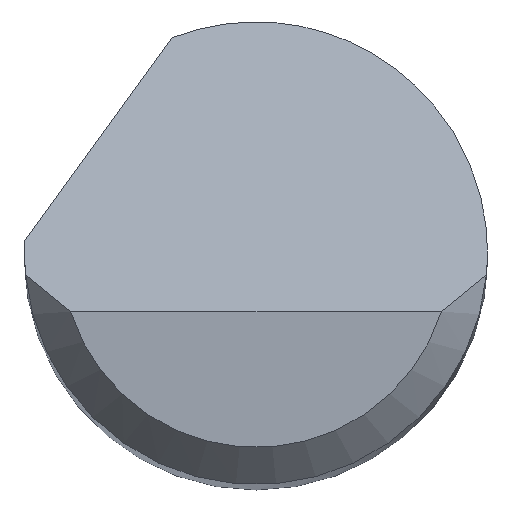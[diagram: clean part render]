
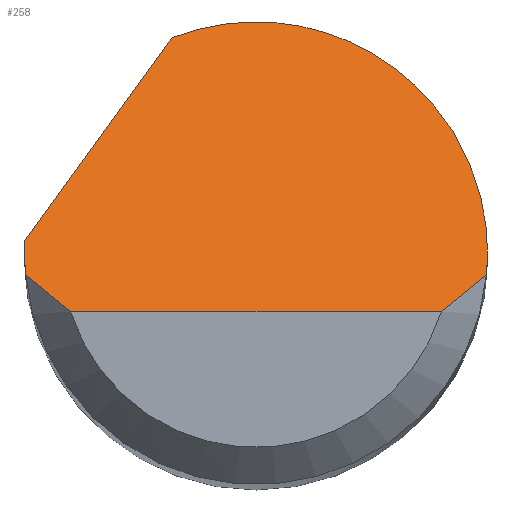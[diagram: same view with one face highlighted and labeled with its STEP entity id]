
A CAD part, top view. The second image highlights one B-rep face of the part: STEP entity #258.
In plain terms, the highlighted planar face has unit normal (0, 0.707, 0.707).
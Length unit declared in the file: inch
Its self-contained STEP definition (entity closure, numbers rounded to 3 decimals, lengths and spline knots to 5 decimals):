
#2 = CARTESIAN_POINT ( 'NONE',  ( 0.09334, -0.00875, 1.485 ) ) ;
#10 = CARTESIAN_POINT ( 'NONE',  ( -0.09375, 0., 1.47625 ) ) ;
#21 = CARTESIAN_POINT ( 'NONE',  ( -0.11014, -0.01781, 1.49406 ) ) ;
#32 = CARTESIAN_POINT ( 'NONE',  ( -0.09375, -0.02375, 1.5 ) ) ;
#65 = CARTESIAN_POINT ( 'NONE',  ( -0.03394, 0.08739, 1.38886 ) ) ;
#78 = CARTESIAN_POINT ( 'NONE',  ( -0.09334, -0.00875, 1.485 ) ) ;
#85 = CARTESIAN_POINT ( 'NONE',  ( -0.07508, -0.02375, 1.5 ) ) ;
#104 =( BOUNDED_CURVE ( )  B_SPLINE_CURVE ( 3, ( #350, #300, #570, #637 ),
 .UNSPECIFIED., .F., .T. ) 
 B_SPLINE_CURVE_WITH_KNOTS ( ( 4, 4 ),
 ( 4.71239, 4.76575 ),
 .UNSPECIFIED. ) 
 CURVE ( )  GEOMETRIC_REPRESENTATION_ITEM ( )  RATIONAL_B_SPLINE_CURVE ( ( 1., 1., 1., 1. ) ) 
 REPRESENTATION_ITEM ( '' )  );
#114 = VERTEX_POINT ( 'NONE', #523 ) ;
#125 = VERTEX_POINT ( 'NONE', #10 ) ;
#127 = CARTESIAN_POINT ( 'NONE',  ( -0.07508, -0.02375, 1.5 ) ) ;
#131 = EDGE_CURVE ( 'NONE', #125, #196, #104, .T. ) ;
#136 = CARTESIAN_POINT ( 'NONE',  ( -0.09361, -0.00584, 1.48209 ) ) ;
#137 = CARTESIAN_POINT ( 'NONE',  ( 0.03379, 0.11369, 1.36256 ) ) ;
#146 = DIRECTION ( 'NONE',  ( 0., -0.707, -0.707 ) ) ;
#161 = EDGE_CURVE ( 'NONE', #114, #244, #567, .T. ) ;
#162 = ORIENTED_EDGE ( 'NONE', *, *, #610, .F. ) ;
#167 = DIRECTION ( 'NONE',  ( 1., 0., 0. ) ) ;
#178 = VERTEX_POINT ( 'NONE', #2 ) ;
#196 = VERTEX_POINT ( 'NONE', #693 ) ;
#225 = CARTESIAN_POINT ( 'NONE',  ( 0.09375, 0., 1.47625 ) ) ;
#227 = EDGE_CURVE ( 'NONE', #562, #178, #360, .T. ) ;
#239 = CARTESIAN_POINT ( 'NONE',  ( -0.09334, -0.00875, 1.485 ) ) ;
#240 = ORIENTED_EDGE ( 'NONE', *, *, #664, .F. ) ;
#241 = CARTESIAN_POINT ( 'NONE',  ( 0.07508, -0.02375, 1.5 ) ) ;
#242 = EDGE_CURVE ( 'NONE', #499, #562, #716, .T. ) ;
#244 = VERTEX_POINT ( 'NONE', #85 ) ;
#253 = DIRECTION ( 'NONE',  ( 0.456, 0.629, -0.629 ) ) ;
#258 = ADVANCED_FACE ( 'NONE', ( #597 ), #315, .F. ) ;
#259 = CARTESIAN_POINT ( 'NONE',  ( 0.09375, 0.07266, 1.40359 ) ) ;
#271 = ORIENTED_EDGE ( 'NONE', *, *, #382, .T. ) ;
#287 = ORIENTED_EDGE ( 'NONE', *, *, #161, .T. ) ;
#294 = CARTESIAN_POINT ( 'NONE',  ( 0., -0.02375, 1.5 ) ) ;
#298 = VECTOR ( 'NONE', #167, 39.37008 ) ;
#300 = CARTESIAN_POINT ( 'NONE',  ( -0.09375, 0.00167, 1.47458 ) ) ;
#306 = LINE ( 'NONE', #21, #615 ) ;
#315 = PLANE ( 'NONE',  #474 ) ;
#332 =( BOUNDED_CURVE ( )  B_SPLINE_CURVE ( 3, ( #78, #136, #528, #426 ),
 .UNSPECIFIED., .F., .T. ) 
 B_SPLINE_CURVE_WITH_KNOTS ( ( 4, 4 ),
 ( 4.61892, 4.71239 ),
 .UNSPECIFIED. ) 
 CURVE ( )  GEOMETRIC_REPRESENTATION_ITEM ( )  RATIONAL_B_SPLINE_CURVE ( ( 1., 0.999, 0.999, 1. ) ) 
 REPRESENTATION_ITEM ( '' )  );
#350 = CARTESIAN_POINT ( 'NONE',  ( -0.09375, 0., 1.47625 ) ) ;
#360 =( BOUNDED_CURVE ( )  B_SPLINE_CURVE ( 3, ( #529, #590, #592, #368 ),
 .UNSPECIFIED., .F., .T. ) 
 B_SPLINE_CURVE_WITH_KNOTS ( ( 4, 4 ),
 ( 1.5708, 1.66427 ),
 .UNSPECIFIED. ) 
 CURVE ( )  GEOMETRIC_REPRESENTATION_ITEM ( )  RATIONAL_B_SPLINE_CURVE ( ( 1., 0.999, 0.999, 1. ) ) 
 REPRESENTATION_ITEM ( '' )  );
#368 = CARTESIAN_POINT ( 'NONE',  ( 0.09334, -0.00875, 1.485 ) ) ;
#371 = DIRECTION ( 'NONE',  ( 0., 0.707, -0.707 ) ) ;
#382 = EDGE_CURVE ( 'NONE', #575, #178, #678, .T. ) ;
#384 = CARTESIAN_POINT ( 'NONE',  ( 0.09334, -0.00875, 1.485 ) ) ;
#407 = CARTESIAN_POINT ( 'NONE',  ( -0.08761, -0.01397, 1.49022 ) ) ;
#415 = ORIENTED_EDGE ( 'NONE', *, *, #227, .F. ) ;
#426 = CARTESIAN_POINT ( 'NONE',  ( -0.09375, 0., 1.47625 ) ) ;
#474 = AXIS2_PLACEMENT_3D ( 'NONE', #32, #146, #371 ) ;
#499 = VERTEX_POINT ( 'NONE', #65 ) ;
#523 = CARTESIAN_POINT ( 'NONE',  ( -0.09334, -0.00875, 1.485 ) ) ;
#525 = LINE ( 'NONE', #294, #298 ) ;
#528 = CARTESIAN_POINT ( 'NONE',  ( -0.09375, -0.00292, 1.47917 ) ) ;
#529 = CARTESIAN_POINT ( 'NONE',  ( 0.09375, 0., 1.47625 ) ) ;
#544 = EDGE_CURVE ( 'NONE', #244, #575, #525, .T. ) ;
#557 = CARTESIAN_POINT ( 'NONE',  ( 0.07508, -0.02375, 1.5 ) ) ;
#562 = VERTEX_POINT ( 'NONE', #225 ) ;
#567 = B_SPLINE_CURVE_WITH_KNOTS ( 'NONE', 3,
 ( #239, #407, #740, #127 ),
 .UNSPECIFIED., .F., .F.,
 ( 4, 4 ),
 ( 0., 0.00071 ),
 .UNSPECIFIED. ) ;
#570 = CARTESIAN_POINT ( 'NONE',  ( -0.09371, 0.00333, 1.47292 ) ) ;
#571 = ORIENTED_EDGE ( 'NONE', *, *, #544, .T. ) ;
#575 = VERTEX_POINT ( 'NONE', #241 ) ;
#590 = CARTESIAN_POINT ( 'NONE',  ( 0.09375, -0.00292, 1.47917 ) ) ;
#592 = CARTESIAN_POINT ( 'NONE',  ( 0.09361, -0.00584, 1.48209 ) ) ;
#597 = FACE_OUTER_BOUND ( 'NONE', #665, .T. ) ;
#610 = EDGE_CURVE ( 'NONE', #114, #125, #332, .T. ) ;
#615 = VECTOR ( 'NONE', #253, 39.37008 ) ;
#618 = CARTESIAN_POINT ( 'NONE',  ( 0.08761, -0.01397, 1.49022 ) ) ;
#637 = CARTESIAN_POINT ( 'NONE',  ( -0.09362, 0.005, 1.47125 ) ) ;
#641 = CARTESIAN_POINT ( 'NONE',  ( 0.09375, 0., 1.47625 ) ) ;
#657 = CARTESIAN_POINT ( 'NONE',  ( 0.08157, -0.019, 1.49525 ) ) ;
#664 = EDGE_CURVE ( 'NONE', #196, #499, #306, .T. ) ;
#665 = EDGE_LOOP ( 'NONE', ( #571, #271, #415, #729, #240, #679, #162, #287 ) ) ;
#678 = B_SPLINE_CURVE_WITH_KNOTS ( 'NONE', 3,
 ( #557, #657, #618, #384 ),
 .UNSPECIFIED., .F., .F.,
 ( 4, 4 ),
 ( 0., 0.00071 ),
 .UNSPECIFIED. ) ;
#679 = ORIENTED_EDGE ( 'NONE', *, *, #131, .F. ) ;
#693 = CARTESIAN_POINT ( 'NONE',  ( -0.09362, 0.005, 1.47125 ) ) ;
#708 = CARTESIAN_POINT ( 'NONE',  ( -0.03394, 0.08739, 1.38886 ) ) ;
#716 =( BOUNDED_CURVE ( )  B_SPLINE_CURVE ( 3, ( #708, #137, #259, #641 ),
 .UNSPECIFIED., .F., .T. ) 
 B_SPLINE_CURVE_WITH_KNOTS ( ( 4, 4 ),
 ( 5.91277, 7.85398 ),
 .UNSPECIFIED. ) 
 CURVE ( )  GEOMETRIC_REPRESENTATION_ITEM ( )  RATIONAL_B_SPLINE_CURVE ( ( 1., 0.71, 0.71, 1. ) ) 
 REPRESENTATION_ITEM ( '' )  );
#729 = ORIENTED_EDGE ( 'NONE', *, *, #242, .F. ) ;
#740 = CARTESIAN_POINT ( 'NONE',  ( -0.08157, -0.019, 1.49525 ) ) ;
